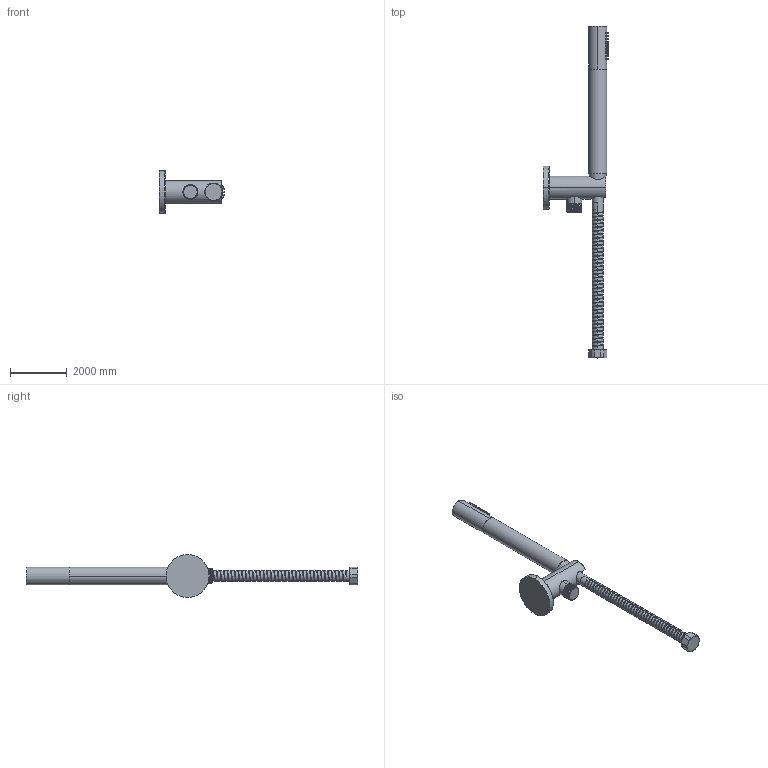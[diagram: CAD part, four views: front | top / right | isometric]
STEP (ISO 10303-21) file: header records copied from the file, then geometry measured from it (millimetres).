
FILE_DESCRIPTION((''),'2;1');
FILE_NAME('IXROUND-WS','2018-07-30T',('MQ'),(''),'PRO/ENGINEER BY PARAMETRIC TECHNOLOGY CORPORATION, 2012130','PRO/ENGINEER BY PARAMETRIC TECHNOLOGY CORPORATION, 2012130','');
FILE_SCHEMA(('CONFIG_CONTROL_DESIGN'));
Length unit declared in the file: inch
Products named in the file (1): IXROUND-WS
Bounding box: 2301.24 x 11749.23 x 1524 mm (x, y, z)
Volume: 3850721895.4 mm3; surface area: 32121698.3 mm2
Topology: 1 solids, 1 shells, 489 faces, 1112 edges, 731 vertices
Faces by surface type: cylinder 356, plane 71, bspline 45, cone 9, torus 8
Entity records: 23728 total; most frequent: CARTESIAN_POINT 13450, ORIENTED_EDGE 2224, DIRECTION 1801, EDGE_CURVE 1112, VERTEX_POINT 731, AXIS2_PLACEMENT_3D 715, EDGE_LOOP 595, FACE_OUTER_BOUND 489
